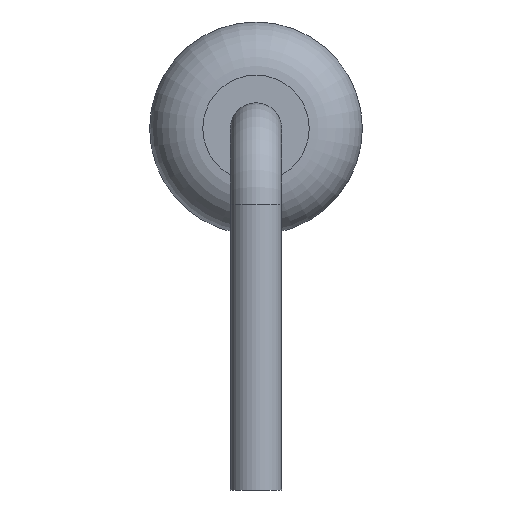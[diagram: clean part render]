
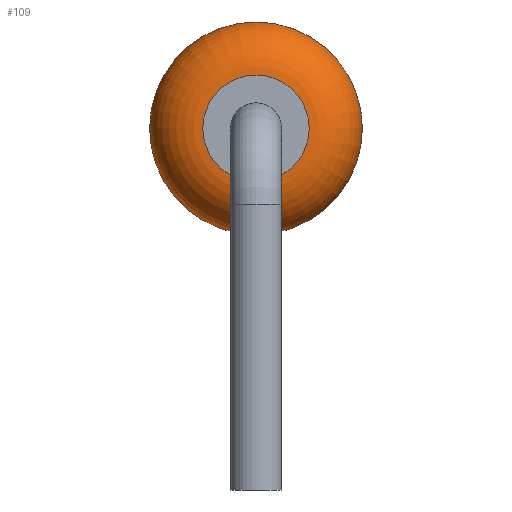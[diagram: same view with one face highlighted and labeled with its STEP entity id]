
A CAD part, left-side view. The second image highlights one B-rep face of the part: STEP entity #109.
In plain terms, the highlighted toroidal (fillet/blend) face has major radius 0.625 mm and minor radius 0.625 mm.
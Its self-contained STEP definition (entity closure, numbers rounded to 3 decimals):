
#22 = VERTEX_POINT('',#23);
#23 = CARTESIAN_POINT('',(3.825,1.25,1.25));
#32 = CYLINDRICAL_SURFACE('',#33,1.25);
#33 = AXIS2_PLACEMENT_3D('',#34,#35,#36);
#34 = CARTESIAN_POINT('',(3.2,0.,1.25));
#35 = DIRECTION('',(-1.,-0.,-0.));
#36 = DIRECTION('',(0.,1.,0.));
#83 = EDGE_CURVE('',#22,#22,#84,.T.);
#84 = SURFACE_CURVE('',#85,(#90,#97),.PCURVE_S1.);
#85 = CIRCLE('',#86,1.25);
#86 = AXIS2_PLACEMENT_3D('',#87,#88,#89);
#87 = CARTESIAN_POINT('',(3.825,0.,1.25));
#88 = DIRECTION('',(1.,0.,0.));
#89 = DIRECTION('',(0.,1.,0.));
#90 = PCURVE('',#32,#91);
#91 = DEFINITIONAL_REPRESENTATION('',(#92),#96);
#92 = LINE('',#93,#94);
#93 = CARTESIAN_POINT('',(-0.,-0.625));
#94 = VECTOR('',#95,1.);
#95 = DIRECTION('',(-1.,0.));
#96 = ( GEOMETRIC_REPRESENTATION_CONTEXT(2)
PARAMETRIC_REPRESENTATION_CONTEXT() REPRESENTATION_CONTEXT('2D SPACE',''
) );
#97 = PCURVE('',#98,#103);
#98 = TOROIDAL_SURFACE('',#99,0.625,0.625);
#99 = AXIS2_PLACEMENT_3D('',#100,#101,#102);
#100 = CARTESIAN_POINT('',(3.825,0.,1.25));
#101 = DIRECTION('',(-1.,0.,0.));
#102 = DIRECTION('',(0.,1.,0.));
#103 = DEFINITIONAL_REPRESENTATION('',(#104),#108);
#104 = LINE('',#105,#106);
#105 = CARTESIAN_POINT('',(-0.,0.));
#106 = VECTOR('',#107,1.);
#107 = DIRECTION('',(-1.,0.));
#108 = ( GEOMETRIC_REPRESENTATION_CONTEXT(2)
PARAMETRIC_REPRESENTATION_CONTEXT() REPRESENTATION_CONTEXT('2D SPACE',''
) );
#109 = ADVANCED_FACE('',(#110),#98,.T.);
#110 = FACE_BOUND('',#111,.F.);
#111 = EDGE_LOOP('',(#112,#134,#135,#136));
#112 = ORIENTED_EDGE('',*,*,#113,.F.);
#113 = EDGE_CURVE('',#22,#114,#116,.T.);
#114 = VERTEX_POINT('',#115);
#115 = CARTESIAN_POINT('',(3.2,0.625,1.25));
#116 = SEAM_CURVE('',#117,(#122,#128),.PCURVE_S1.);
#117 = CIRCLE('',#118,0.625);
#118 = AXIS2_PLACEMENT_3D('',#119,#120,#121);
#119 = CARTESIAN_POINT('',(3.825,0.625,1.25));
#120 = DIRECTION('',(0.,-0.,1.));
#121 = DIRECTION('',(0.,1.,0.));
#122 = PCURVE('',#98,#123);
#123 = DEFINITIONAL_REPRESENTATION('',(#124),#127);
#124 = B_SPLINE_CURVE_WITH_KNOTS('',1,(#125,#126),.UNSPECIFIED.,.F.,.F.,
(2,2),(0.,1.571),.PIECEWISE_BEZIER_KNOTS.);
#125 = CARTESIAN_POINT('',(0.,0.));
#126 = CARTESIAN_POINT('',(0.,1.571));
#127 = ( GEOMETRIC_REPRESENTATION_CONTEXT(2)
PARAMETRIC_REPRESENTATION_CONTEXT() REPRESENTATION_CONTEXT('2D SPACE',''
) );
#128 = PCURVE('',#98,#129);
#129 = DEFINITIONAL_REPRESENTATION('',(#130),#133);
#130 = B_SPLINE_CURVE_WITH_KNOTS('',1,(#131,#132),.UNSPECIFIED.,.F.,.F.,
(2,2),(0.,1.571),.PIECEWISE_BEZIER_KNOTS.);
#131 = CARTESIAN_POINT('',(-6.283,0.));
#132 = CARTESIAN_POINT('',(-6.283,1.571));
#133 = ( GEOMETRIC_REPRESENTATION_CONTEXT(2)
PARAMETRIC_REPRESENTATION_CONTEXT() REPRESENTATION_CONTEXT('2D SPACE',''
) );
#134 = ORIENTED_EDGE('',*,*,#83,.T.);
#135 = ORIENTED_EDGE('',*,*,#113,.T.);
#136 = ORIENTED_EDGE('',*,*,#137,.F.);
#137 = EDGE_CURVE('',#114,#114,#138,.T.);
#138 = SURFACE_CURVE('',#139,(#144,#151),.PCURVE_S1.);
#139 = CIRCLE('',#140,0.625);
#140 = AXIS2_PLACEMENT_3D('',#141,#142,#143);
#141 = CARTESIAN_POINT('',(3.2,0.,1.25));
#142 = DIRECTION('',(1.,0.,0.));
#143 = DIRECTION('',(0.,1.,0.));
#144 = PCURVE('',#98,#145);
#145 = DEFINITIONAL_REPRESENTATION('',(#146),#150);
#146 = LINE('',#147,#148);
#147 = CARTESIAN_POINT('',(-0.,1.571));
#148 = VECTOR('',#149,1.);
#149 = DIRECTION('',(-1.,0.));
#150 = ( GEOMETRIC_REPRESENTATION_CONTEXT(2)
PARAMETRIC_REPRESENTATION_CONTEXT() REPRESENTATION_CONTEXT('2D SPACE',''
) );
#151 = PCURVE('',#152,#157);
#152 = PLANE('',#153);
#153 = AXIS2_PLACEMENT_3D('',#154,#155,#156);
#154 = CARTESIAN_POINT('',(3.2,1.25,1.25));
#155 = DIRECTION('',(-1.,0.,0.));
#156 = DIRECTION('',(0.,0.,-1.));
#157 = DEFINITIONAL_REPRESENTATION('',(#158),#166);
#158 = ( BOUNDED_CURVE() B_SPLINE_CURVE(2,(#159,#160,#161,#162,#163,#164
,#165),.UNSPECIFIED.,.F.,.F.) B_SPLINE_CURVE_WITH_KNOTS((1,2,2,2,2,1),(
-2.094,0.,2.094,4.189,6.283,
8.378),.UNSPECIFIED.) CURVE() GEOMETRIC_REPRESENTATION_ITEM()
RATIONAL_B_SPLINE_CURVE((1.,0.5,1.,0.5,1.,0.5,1.)) REPRESENTATION_ITEM(
'') );
#159 = CARTESIAN_POINT('',(0.,0.625));
#160 = CARTESIAN_POINT('',(-1.083,0.625));
#161 = CARTESIAN_POINT('',(-0.541,1.563));
#162 = CARTESIAN_POINT('',(0.,2.5));
#163 = CARTESIAN_POINT('',(0.541,1.563));
#164 = CARTESIAN_POINT('',(1.083,0.625));
#165 = CARTESIAN_POINT('',(0.,0.625));
#166 = ( GEOMETRIC_REPRESENTATION_CONTEXT(2)
PARAMETRIC_REPRESENTATION_CONTEXT() REPRESENTATION_CONTEXT('2D SPACE',''
) );
